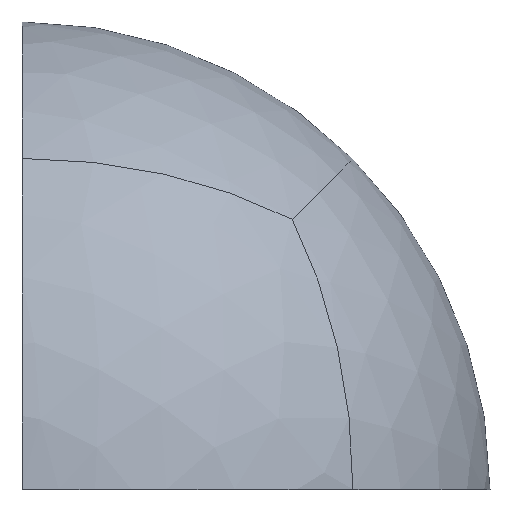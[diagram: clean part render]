
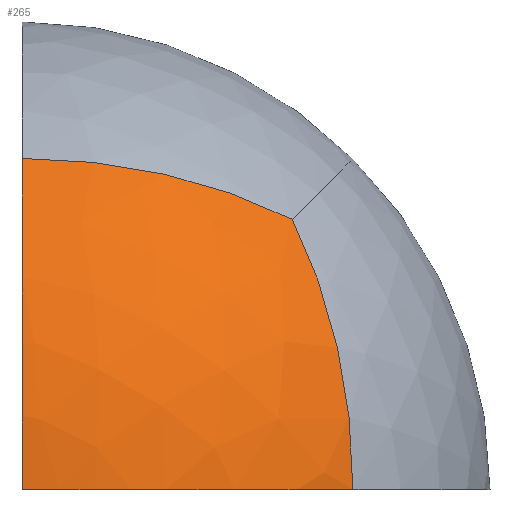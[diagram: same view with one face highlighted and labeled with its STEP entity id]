
A CAD part, top view. The second image highlights one B-rep face of the part: STEP entity #265.
In plain terms, the highlighted spherical face has radius 254 mm.
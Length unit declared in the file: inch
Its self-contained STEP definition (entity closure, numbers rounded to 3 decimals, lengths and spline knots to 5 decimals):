
#192=CARTESIAN_POINT('',(0.,7.07107,7.07107));
#193=VERTEX_POINT('',#192);
#200=CARTESIAN_POINT('',(5.7735,5.7735,5.7735));
#201=VERTEX_POINT('',#200);
#202=CARTESIAN_POINT('',(0.,0.,0.));
#203=DIRECTION('',(0.,0.707,-0.707));
#204=DIRECTION('',(0.,-0.707,-0.707));
#205=AXIS2_PLACEMENT_3D('',#202,#203,#204);
#206=CIRCLE('',#205,10.);
#207=EDGE_CURVE('',#193,#201,#206,.T.);
#232=ORIENTED_EDGE('',*,*,#207,.F.);
#233=CARTESIAN_POINT('',(0.,0.,10.));
#234=VERTEX_POINT('',#233);
#235=CARTESIAN_POINT('',(0.,0.,0.));
#236=DIRECTION('',(1.,0.,0.));
#237=DIRECTION('',(0.,0.,1.));
#238=AXIS2_PLACEMENT_3D('',#235,#236,#237);
#239=CIRCLE('',#238,10.);
#240=EDGE_CURVE('',#193,#234,#239,.T.);
#241=ORIENTED_EDGE('',*,*,#240,.T.);
#242=CARTESIAN_POINT('',(7.07107,0.,7.07107));
#243=VERTEX_POINT('',#242);
#244=CARTESIAN_POINT('',(0.,0.,0.));
#245=DIRECTION('',(0.,1.,0.));
#246=DIRECTION('',(0.,0.,-1.));
#247=AXIS2_PLACEMENT_3D('',#244,#245,#246);
#248=CIRCLE('',#247,10.);
#249=EDGE_CURVE('',#234,#243,#248,.T.);
#250=ORIENTED_EDGE('',*,*,#249,.T.);
#251=CARTESIAN_POINT('',(0.,0.,0.));
#252=DIRECTION('',(-0.707,0.,0.707));
#253=DIRECTION('',(0.,1.,0.));
#254=AXIS2_PLACEMENT_3D('',#251,#252,#253);
#255=CIRCLE('',#254,10.);
#256=EDGE_CURVE('',#243,#201,#255,.T.);
#257=ORIENTED_EDGE('',*,*,#256,.T.);
#258=EDGE_LOOP('',(#232,#241,#250,#257));
#259=FACE_OUTER_BOUND('',#258,.T.);
#260=CARTESIAN_POINT('',(0.,0.,0.));
#261=DIRECTION('',(-0.276,-0.615,0.739));
#262=DIRECTION('',(-0.303,-0.674,-0.674));
#263=AXIS2_PLACEMENT_3D('',#260,#261,#262);
#264=SPHERICAL_SURFACE('',#263,10.);
#265=ADVANCED_FACE('',(#259),#264,.T.);
